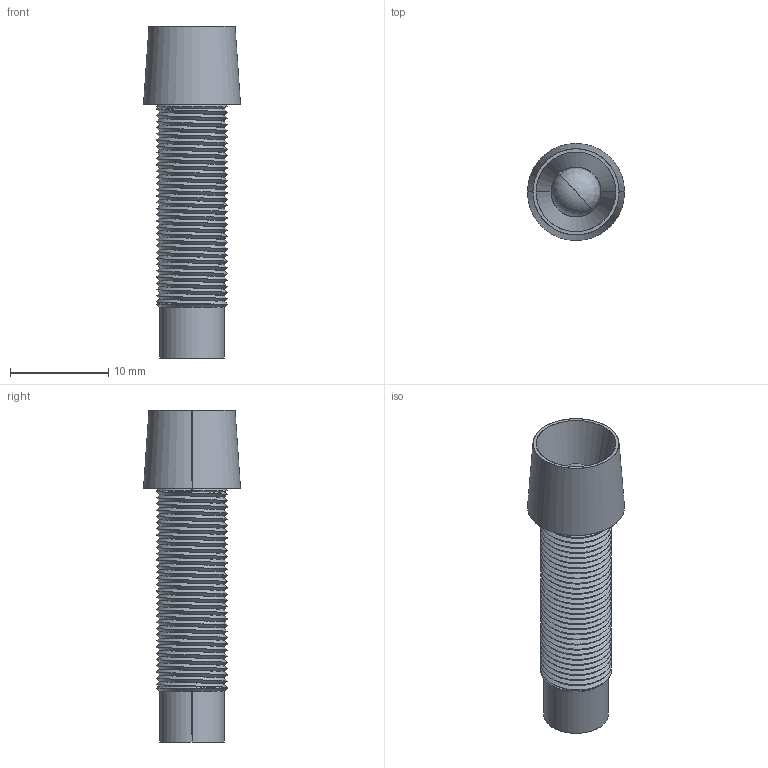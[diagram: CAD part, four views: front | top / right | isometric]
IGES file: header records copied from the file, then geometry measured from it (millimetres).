
Start section: SolidWorks IGES file using analytic representation for surfaces
Global section: file name: STEP;L79D.IGS; native system: SolidWorks 2016; preprocessor: SolidWorks 2016; author: mvancourt; date: 160823.160353; units: inch
Bounding box: 9.91 x 9.91 x 33.88 mm (x, y, z)
Surface area: 2172.9 mm2 (no closed solid volume)
Topology: 0 solids, 0 shells, 207 faces, 3216 edges, 3214 vertices
Faces by surface type: revolution 135, bspline 72
